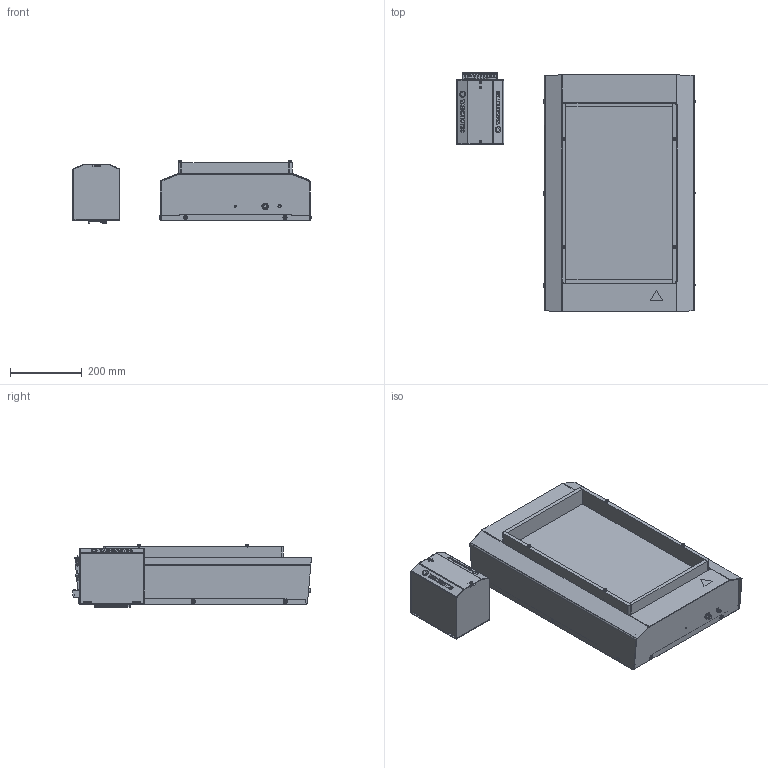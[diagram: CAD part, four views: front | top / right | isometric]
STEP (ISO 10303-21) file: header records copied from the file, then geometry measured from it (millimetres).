
FILE_DESCRIPTION(('Creo Elements/Direct Modeling STEP Export'),'2;1');
FILE_NAME('VarioShaker540-inkl-Steuerbox_V6PK.stp','2019-12-20T10:12:50',(''),(''),'Creo Elements/Direct Modeling STEP processor for AP214 (Solid Model)','Creo Elements/Direct Modeling 17.0D 15-Jul-2011 (C) Parametric Technology GmbH','');
FILE_SCHEMA(('AUTOMOTIVE_DESIGN { 1 0 10303 214 1 1 1 1 }'));
Length unit declared in the file: millimetre
Products named in the file (65): 100.81-22-1814.Kaufteile; 100-01.81-22-1814.Grundplatte_Index-D; 100.81-22-1814.Grundaufbau; 400-03.81-22-1814.Deckel-inkl.Beschriftung_Index-A; 400-02.81-22-1814.Frontblech-inkl.Beschriftung_Index-B; 400-01.81-22-1814.Rückblech_Index-C; 400.81-22-1814.Gehaeuse; 200-03.81-22-1814-Montageplatte.1; 200-01.81-22-1814.Schwingrahmen_Index-D; 220-02.81-22-1814.Schweißrüttelschale-Seite-lang; 220-01.81-22-1814.Schweißrüttelschale-Boden; 220-03.81-22-1814.Schweißrüttelschale-Seite-kurz; 220-04.81-22-1814.Distanzhülse; 220-04.81-22-1814.Distanzhülse.1; DIN912-M5x70; 220.81-22-1814.Schweißrüttelschale; Blindnietmutter_M3.1; 200-02.81-22-1814.Rahmenverstärkung.1; ROHLING_200-03.81-22-1814-Montageplatte_mit_Gewinde; 200.81-22-1814.Rüttelplatte; Linsenkopfschraube_M5x12.2.1; lut1230t16cw08_Stecker-M16_Reichelt.1; 300104396_Gewindebolzen_M4; lut0830t8cw04_Stecker-M8_Reichelt; Aderendhülse_M12-Stecker_(8x).1; Aderendhülse_Magnet_(8x).1; Aderendhülse_Licht_(2x).1; 500.81-22-1814.Elektronikbauteile; 81-22-1814-Vario-Shaker540; cx_4_jf; IE-FCM-RJ45-C_Industrial-Ethernet_Weidmüller.1; Cliff_CP30220X_RJ45; 0707086_hdfk_4_select; phoenix_0707086_hdfk_4_select.11; phoenix_0707086_hdfk_4_select; phoenix_0707086_hdfk_4_select.1; phoenix_0707086_hdfk_4_select.2; phoenix_0707086_hdfk_4_select.3; phoenix_0707086_hdfk_4_select.4; phoenix_0707086_hdfk_4_select.5 ...
Assembly tree (110 placements, depth 7):
  VarioShaker540-inkl-Steuerbox-V6DS
    81-21-1838-Steuerbox
      100.81-21-1838.Gehäuse
        100.81-21-1838.Kaufteile
          Hutschiene-M5
          Blindnietmutter-M5-eingepresst.7  x8
          1427DIN100M.stp
            1427DIN100M
              1427DIN100M_Body_1
              Spring_0.125_1
              0.125_x_0.250_slotted_spring_pin_1
        B100-01.81-21-1838.Bodenblech_Index_C
          300104396_Gewindebolzen_M4.1
          100-01.81-21-1838.Bodenblech_Index_C
        B100-02.81-21-1838.Deckblech_Index-C
          300104396_Gewindebolzen_M4.1
          100-02.81-21-1838.Deckblech_Index-C
      200.81-21-1838.Elektronik-Bauteile
        lut1220t16cw08_Stecker-M12-weiblich_Reichelt
        lut0830t8cw04_Stecker-M8_Reichelt.1
        Klemmen
          phoenix_0707086_hdfk_4_select.10
            0707086_hdfk_4_select
          phoenix_0707086_hdfk_4_select.9
            0707086_hdfk_4_select
          phoenix_0707086_hdfk_4_select.8
            0707086_hdfk_4_select
          phoenix_0707086_hdfk_4_select.7
            0707086_hdfk_4_select
          phoenix_0707086_hdfk_4_select.6
            0707086_hdfk_4_select
          phoenix_0707086_hdfk_4_select.5
            0707086_hdfk_4_select
          phoenix_0707086_hdfk_4_select.4
            0707086_hdfk_4_select
          phoenix_0707086_hdfk_4_select.3
            0707086_hdfk_4_select
          phoenix_0707086_hdfk_4_select.2
            0707086_hdfk_4_select
          phoenix_0707086_hdfk_4_select.1
            0707086_hdfk_4_select
          phoenix_0707086_hdfk_4_select
            0707086_hdfk_4_select
          phoenix_0707086_hdfk_4_select.11
            0707086_hdfk_4_select
        Cliff_CP30220X_RJ45
          IE-FCM-RJ45-C_Industrial-Ethernet_Weidmüller.1  x2
          cx_4_jf
    81-22-1814-Vario-Shaker540
      500.81-22-1814.Elektronikbauteile
        Aderendhülse_Licht_(2x).1
        Aderendhülse_Magnet_(8x).1
        300104396_Gewindebolzen_M4  x2
        Linsenkopfschraube_M5x12.2.1  x10
        Aderendhülse_M12-Stecker_(8x).1
        lut0830t8cw04_Stecker-M8_Reichelt
        lut1230t16cw08_Stecker-M16_Reichelt.1
      200.81-22-1814.Rüttelplatte
        ROHLING_200-03.81-22-1814-Montageplatte_mit_Gewinde
        200-02.81-22-1814.Rahmenverstärkung.1  x2
Bounding box: 662.5 x 664.87 x 173 mm (x, y, z)
Volume: 8116621.4 mm3; surface area: 2535146.6 mm2
Topology: 78 solids, 78 shells, 4350 faces, 11389 edges, 7430 vertices
Faces by surface type: plane 2859, cylinder 1109, cone 280, torus 98, bspline 4
Entity records: 105948 total; most frequent: CARTESIAN_POINT 18800, ORIENTED_EDGE 17324, DIRECTION 15474, EDGE_CURVE 8659, VECTOR 6872, LINE 6872, VERTEX_POINT 5673, AXIS2_PLACEMENT_3D 4301
